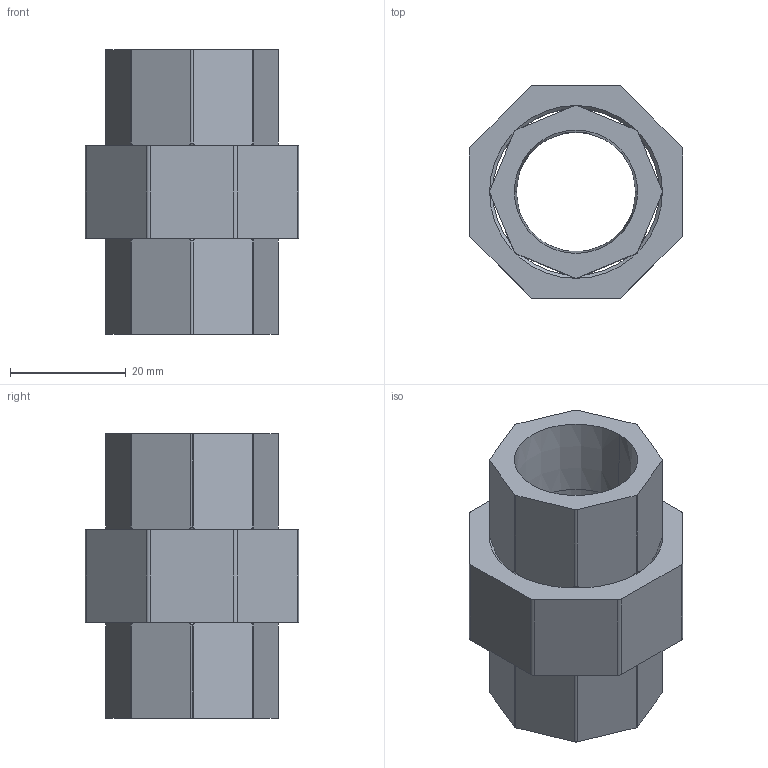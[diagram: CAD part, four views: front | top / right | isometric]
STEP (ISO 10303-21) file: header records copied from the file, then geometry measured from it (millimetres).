
FILE_DESCRIPTION (( 'STEP AP203' ), '1' );
FILE_NAME ('4638K733_NO THREADS_Low-Pressure Pipe Fitting.STEP', '2025-02-25T15:36:44', ( 'Administrator' ), ( 'Managed by Terraform' ), 'SwSTEP 2.0', 'SolidWorks 2017', '' );
FILE_SCHEMA (( 'CONFIG_CONTROL_DESIGN' ));
Length unit declared in the file: inch
Products named in the file (1): 4638K733_NO THREADS_Low-Pressure Pipe Fitting
Bounding box: 36.91 x 36.91 x 49.21 mm (x, y, z)
Volume: 21945 mm3; surface area: 12549.6 mm2
Topology: 2 solids, 2 shells, 85 faces, 233 edges, 152 vertices
Faces by surface type: cylinder 39, cone 26, plane 20
Entity records: 2856 total; most frequent: CARTESIAN_POINT 651, ORIENTED_EDGE 466, DIRECTION 421, EDGE_CURVE 233, AXIS2_PLACEMENT_3D 154, VERTEX_POINT 152, VECTOR 113, LINE 113
